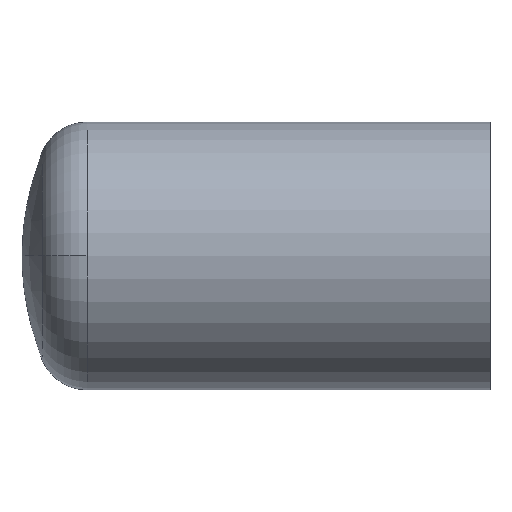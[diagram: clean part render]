
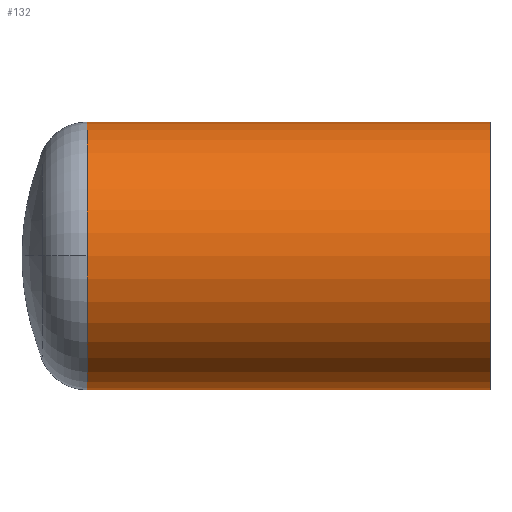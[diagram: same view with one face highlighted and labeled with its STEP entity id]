
A CAD part, top view. The second image highlights one B-rep face of the part: STEP entity #132.
In plain terms, the highlighted cylindrical face has radius 16 mm (diameter 32 mm), a partial arc.
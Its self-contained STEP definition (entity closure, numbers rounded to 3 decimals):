
#94 = EDGE_CURVE( '', #98, #170, #233, .T. );
#98 = VERTEX_POINT( '', #237 );
#124 = VERTEX_POINT( '', #266 );
#132 = ADVANCED_FACE( '', ( #274 ), #275, .T. );
#136 = EDGE_CURVE( '', #152, #184, #280, .T. );
#148 = EDGE_CURVE( '', #170, #124, #293, .T. );
#150 = EDGE_CURVE( '', #184, #124, #295, .T. );
#152 = VERTEX_POINT( '', #297 );
#170 = VERTEX_POINT( '', #317 );
#176 = EDGE_CURVE( '', #152, #98, #323, .T. );
#184 = VERTEX_POINT( '', #332 );
#233 = CIRCLE( '', #375, 16. );
#237 = CARTESIAN_POINT( '', ( 0., -16., 0. ) );
#266 = CARTESIAN_POINT( '', ( -48.133, 16., 0. ) );
#274 = FACE_OUTER_BOUND( '', #423, .T. );
#275 = CYLINDRICAL_SURFACE( '', #424, 16. );
#280 = CIRCLE( '', #430, 16. );
#293 = LINE( '', #445, #446 );
#295 = CIRCLE( '', #449, 16. );
#297 = CARTESIAN_POINT( '', ( -48.133, -16., 0. ) );
#317 = CARTESIAN_POINT( '', ( 0., 16., 0. ) );
#323 = LINE( '', #486, #487 );
#332 = CARTESIAN_POINT( '', ( -48.133, 0., 16. ) );
#375 = AXIS2_PLACEMENT_3D( '', #546, #547, #548 );
#423 = EDGE_LOOP( '', ( #597, #598, #599, #600, #601 ) );
#424 = AXIS2_PLACEMENT_3D( '', #602, #603, #604 );
#430 = AXIS2_PLACEMENT_3D( '', #612, #613, #614 );
#445 = CARTESIAN_POINT( '', ( -24.066, 16., 0. ) );
#446 = VECTOR( '', #624, 1. );
#449 = AXIS2_PLACEMENT_3D( '', #625, #626, #627 );
#486 = CARTESIAN_POINT( '', ( -24.066, -16., 0. ) );
#487 = VECTOR( '', #665, 1. );
#546 = CARTESIAN_POINT( '', ( 0., 0., 0. ) );
#547 = DIRECTION( '', ( -1., 0., 0. ) );
#548 = DIRECTION( '', ( 0., 1., 0. ) );
#597 = ORIENTED_EDGE( '', *, *, #148, .T. );
#598 = ORIENTED_EDGE( '', *, *, #150, .F. );
#599 = ORIENTED_EDGE( '', *, *, #136, .F. );
#600 = ORIENTED_EDGE( '', *, *, #176, .T. );
#601 = ORIENTED_EDGE( '', *, *, #94, .T. );
#602 = CARTESIAN_POINT( '', ( -24.066, 0., 0. ) );
#603 = DIRECTION( '', ( 1., 0., 0. ) );
#604 = DIRECTION( '', ( 0., 1., 0. ) );
#612 = CARTESIAN_POINT( '', ( -48.133, 0., 0. ) );
#613 = DIRECTION( '', ( -1., 0., 0. ) );
#614 = DIRECTION( '', ( 0., 1., 0. ) );
#624 = DIRECTION( '', ( -1., 0., 0. ) );
#625 = CARTESIAN_POINT( '', ( -48.133, 0., 0. ) );
#626 = DIRECTION( '', ( -1., 0., 0. ) );
#627 = DIRECTION( '', ( 0., 1., 0. ) );
#665 = DIRECTION( '', ( 1., 0., 0. ) );
